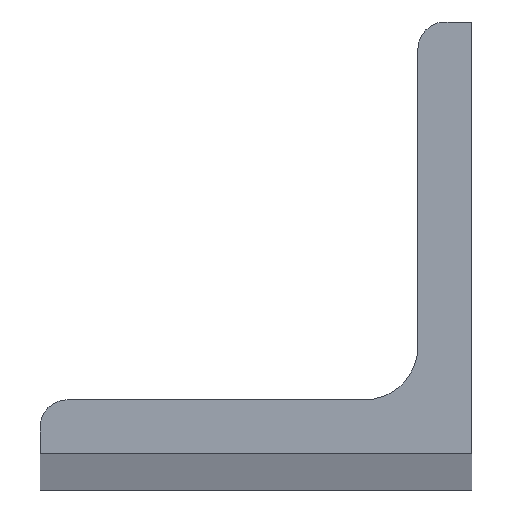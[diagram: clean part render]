
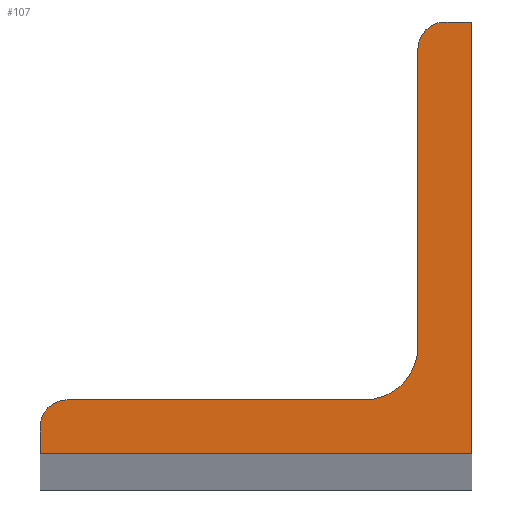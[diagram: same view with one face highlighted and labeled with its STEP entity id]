
A CAD part, top view. The second image highlights one B-rep face of the part: STEP entity #107.
In plain terms, the highlighted planar face has unit normal (0, 0, 1).
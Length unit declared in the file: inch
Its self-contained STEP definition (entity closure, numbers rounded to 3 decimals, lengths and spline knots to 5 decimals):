
#2 = CARTESIAN_POINT ( 'NONE',  ( 0.21875, 0.5, 12. ) ) ;
#4 = FACE_OUTER_BOUND ( 'NONE', #363, .T. ) ;
#5 = ORIENTED_EDGE ( 'NONE', *, *, #40, .T. ) ;
#7 = VERTEX_POINT ( 'NONE', #33 ) ;
#16 = LINE ( 'NONE', #310, #239 ) ;
#19 = DIRECTION ( 'NONE',  ( -1., 0., 0. ) ) ;
#20 = VECTOR ( 'NONE', #26, 39.37008 ) ;
#21 = EDGE_CURVE ( 'NONE', #42, #7, #360, .T. ) ;
#26 = DIRECTION ( 'NONE',  ( 0., -1., 0. ) ) ;
#27 = CARTESIAN_POINT ( 'NONE',  ( 0.21875, 0.5, 12. ) ) ;
#30 = DIRECTION ( 'NONE',  ( 0., -1., 0. ) ) ;
#33 = CARTESIAN_POINT ( 'NONE',  ( 0.1875, 0.1245, 12. ) ) ;
#40 = EDGE_CURVE ( 'NONE', #355, #42, #164, .T. ) ;
#42 = VERTEX_POINT ( 'NONE', #274 ) ;
#43 = VECTOR ( 'NONE', #86, 39.37008 ) ;
#49 = CARTESIAN_POINT ( 'NONE',  ( -0.25, 0., 12. ) ) ;
#53 = DIRECTION ( 'NONE',  ( 0., 1., 0. ) ) ;
#54 = CARTESIAN_POINT ( 'NONE',  ( 0.1255, 0.1245, 12. ) ) ;
#55 = CARTESIAN_POINT ( 'NONE',  ( 0.1875, 0.46875, 12. ) ) ;
#59 = EDGE_CURVE ( 'NONE', #215, #123, #16, .T. ) ;
#63 = EDGE_CURVE ( 'NONE', #119, #384, #328, .T. ) ;
#68 = EDGE_CURVE ( 'NONE', #281, #119, #77, .T. ) ;
#76 = VECTOR ( 'NONE', #148, 39.37008 ) ;
#77 = LINE ( 'NONE', #406, #337 ) ;
#78 = CARTESIAN_POINT ( 'NONE',  ( 0.25, 0., 12. ) ) ;
#86 = DIRECTION ( 'NONE',  ( 1., 0., 0. ) ) ;
#89 = DIRECTION ( 'NONE',  ( -1., 0., 0. ) ) ;
#96 = VERTEX_POINT ( 'NONE', #366 ) ;
#104 = CARTESIAN_POINT ( 'NONE',  ( 0.25, 0., 12. ) ) ;
#107 = ADVANCED_FACE ( 'NONE', ( #4 ), #247, .F. ) ;
#108 = AXIS2_PLACEMENT_3D ( 'NONE', #54, #374, #333 ) ;
#113 = CARTESIAN_POINT ( 'NONE',  ( -0.21875, 0.0625, 12. ) ) ;
#119 = VERTEX_POINT ( 'NONE', #49 ) ;
#123 = VERTEX_POINT ( 'NONE', #113 ) ;
#142 = LINE ( 'NONE', #78, #393 ) ;
#148 = DIRECTION ( 'NONE',  ( -1., 0., 0. ) ) ;
#149 = AXIS2_PLACEMENT_3D ( 'NONE', #290, #293, #266 ) ;
#159 = EDGE_CURVE ( 'NONE', #384, #96, #142, .T. ) ;
#164 = CIRCLE ( 'NONE', #234, 0.03125 ) ;
#174 = CIRCLE ( 'NONE', #108, 0.062 ) ;
#183 = CARTESIAN_POINT ( 'NONE',  ( 0.21875, 0.46875, 12. ) ) ;
#185 = LINE ( 'NONE', #2, #76 ) ;
#207 = DIRECTION ( 'NONE',  ( 0., 0., -1. ) ) ;
#211 = ORIENTED_EDGE ( 'NONE', *, *, #21, .T. ) ;
#215 = VERTEX_POINT ( 'NONE', #386 ) ;
#221 = CIRCLE ( 'NONE', #149, 0.03125 ) ;
#224 = EDGE_CURVE ( 'NONE', #96, #355, #185, .T. ) ;
#234 = AXIS2_PLACEMENT_3D ( 'NONE', #183, #408, #89 ) ;
#239 = VECTOR ( 'NONE', #343, 39.37008 ) ;
#247 = PLANE ( 'NONE',  #260 ) ;
#248 = ORIENTED_EDGE ( 'NONE', *, *, #224, .T. ) ;
#253 = ORIENTED_EDGE ( 'NONE', *, *, #383, .T. ) ;
#260 = AXIS2_PLACEMENT_3D ( 'NONE', #297, #207, #19 ) ;
#266 = DIRECTION ( 'NONE',  ( -1., 0., 0. ) ) ;
#274 = CARTESIAN_POINT ( 'NONE',  ( 0.1875, 0.46875, 12. ) ) ;
#281 = VERTEX_POINT ( 'NONE', #283 ) ;
#283 = CARTESIAN_POINT ( 'NONE',  ( -0.25, 0.03125, 12. ) ) ;
#285 = ORIENTED_EDGE ( 'NONE', *, *, #63, .T. ) ;
#290 = CARTESIAN_POINT ( 'NONE',  ( -0.21875, 0.03125, 12. ) ) ;
#291 = ORIENTED_EDGE ( 'NONE', *, *, #326, .T. ) ;
#293 = DIRECTION ( 'NONE',  ( 0., 0., 1. ) ) ;
#297 = CARTESIAN_POINT ( 'NONE',  ( 0.21875, 0.46875, 12. ) ) ;
#310 = CARTESIAN_POINT ( 'NONE',  ( 0.1255, 0.0625, 12. ) ) ;
#315 = ORIENTED_EDGE ( 'NONE', *, *, #59, .T. ) ;
#326 = EDGE_CURVE ( 'NONE', #7, #215, #174, .T. ) ;
#328 = LINE ( 'NONE', #373, #43 ) ;
#332 = ORIENTED_EDGE ( 'NONE', *, *, #159, .T. ) ;
#333 = DIRECTION ( 'NONE',  ( -1., 0., 0. ) ) ;
#337 = VECTOR ( 'NONE', #30, 39.37008 ) ;
#343 = DIRECTION ( 'NONE',  ( -1., 0., 0. ) ) ;
#355 = VERTEX_POINT ( 'NONE', #27 ) ;
#360 = LINE ( 'NONE', #55, #20 ) ;
#363 = EDGE_LOOP ( 'NONE', ( #375, #285, #332, #248, #5, #211, #291, #315, #253 ) ) ;
#366 = CARTESIAN_POINT ( 'NONE',  ( 0.25, 0.5, 12. ) ) ;
#373 = CARTESIAN_POINT ( 'NONE',  ( -0.25, 0., 12. ) ) ;
#374 = DIRECTION ( 'NONE',  ( 0., 0., -1. ) ) ;
#375 = ORIENTED_EDGE ( 'NONE', *, *, #68, .T. ) ;
#383 = EDGE_CURVE ( 'NONE', #123, #281, #221, .T. ) ;
#384 = VERTEX_POINT ( 'NONE', #104 ) ;
#386 = CARTESIAN_POINT ( 'NONE',  ( 0.1255, 0.0625, 12. ) ) ;
#393 = VECTOR ( 'NONE', #53, 39.37008 ) ;
#406 = CARTESIAN_POINT ( 'NONE',  ( -0.25, 0.03125, 12. ) ) ;
#408 = DIRECTION ( 'NONE',  ( 0., 0., 1. ) ) ;
